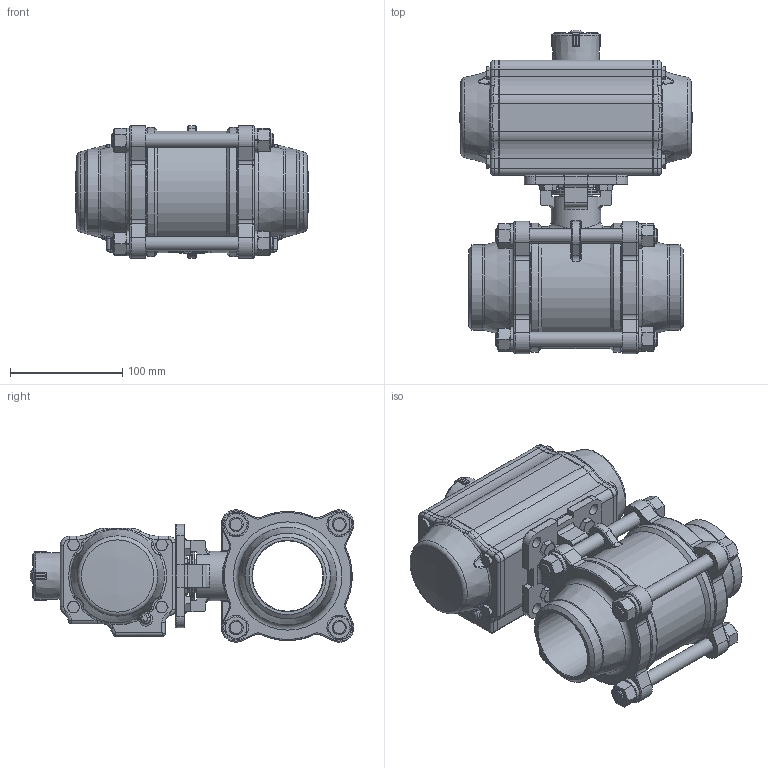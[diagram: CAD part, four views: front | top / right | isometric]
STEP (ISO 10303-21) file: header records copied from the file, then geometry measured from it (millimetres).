
FILE_DESCRIPTION(/* description */ ('Unknown'),/* implementation_level */ '2;1');
FILE_NAME(/* name */ 'DW04 9325-10',/* time_stamp */ '2022-11-08T13:01:24+01:00',/* author */ ('Unknown'),/* organization */ ('Unknown'),/* preprocessor_version */ 'ST-DEVELOPER v16.7',/* originating_system */ 'Solid Edge',/* authorisation */ 'Unknown');
FILE_SCHEMA (('AUTOMOTIVE_DESIGN {1 0 10303 214 3 1 1}'));
Products named in the file (11): DW70-8.122.065; 8.122.065; DIN 933 M8x25 A2-70 BLK_EDST; DW04_FR03_(DW70_FR52); ____; ________(___________; _____________; ______; hex head bolts-full thread grade c gb_GB_FASTENER_BOLT_HHBFTC M6X20-N; cup head nib bolts with large head gb_GB_FASTENER_BOLT_CHNBW M6X25-N; KP-75
Assembly tree (22 placements, depth 4):
  DW70-8.122.065
    8.122.065
    DIN 933 M8x25 A2-70 BLK_EDST  x4
    DW04_FR03_(DW70_FR52)
      ____
        ________(___________  x2
        _____________  x2
        ______
      hex head bolts-full thread grade c gb_GB_FASTENER_BOLT_HHBFTC M6X20-N  x8
      cup head nib bolts with large head gb_GB_FASTENER_BOLT_CHNBW M6X25-N
      KP-75
Bounding box: 206.95 x 288.35 x 117.9 mm (x, y, z)
Volume: 2745710.5 mm3; surface area: 302206.1 mm2
Topology: 20 solids, 20 shells, 1751 faces, 4265 edges, 2596 vertices
Faces by surface type: plane 627, cylinder 496, bspline 250, torus 184, cone 177, sphere 17
Full cylindrical faces by diameter (mm): 3 x18, 3.3 x8, 4.2 x8, 4.66 x1, 5 x13, 6 x9, 6.2 x1, 6.8 x4, 8 x4, 8.5 x4, 8.8 x2, 10.5 x4, 12.7 x12, 13 x4, 14 x2, 15 x8, 21.8 x1, 24.6 x1, 30 x2, 32 x2, 38.5 x1, 44 x1, 44.46 x2, 48 x1, 62.7 x1, 76 x2, 108.5 x1, 115 x2
Entity records: 64521 total; most frequent: CARTESIAN_POINT 33067, ORIENTED_EDGE 6406, DIRECTION 6128, EDGE_CURVE 3203, AXIS2_PLACEMENT_3D 2381, VERTEX_POINT 2094, FACE_BOUND 1755, EDGE_LOOP 1728
